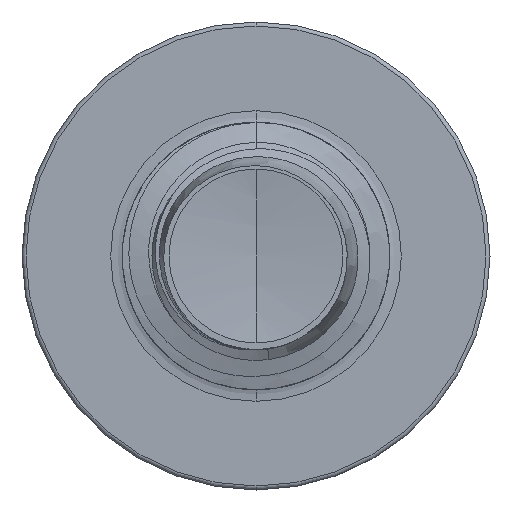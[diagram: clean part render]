
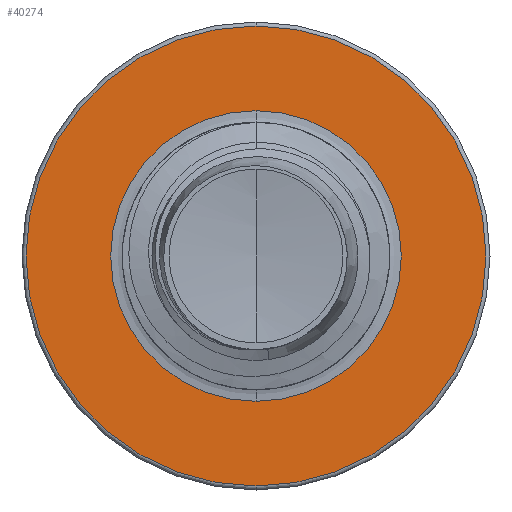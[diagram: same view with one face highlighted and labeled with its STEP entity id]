
A CAD part, front view. The second image highlights one B-rep face of the part: STEP entity #40274.
In plain terms, the highlighted planar face has unit normal (0, -1, 0).
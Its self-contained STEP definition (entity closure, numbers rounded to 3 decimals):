
#591 = EDGE_LOOP ( 'NONE', ( #20957, #9989 ) ) ;
#2249 = DIRECTION ( 'NONE',  ( 0., 0., 1. ) ) ;
#3356 = VERTEX_POINT ( 'NONE', #11976 ) ;
#4250 = DIRECTION ( 'NONE',  ( 0., 1., 0. ) ) ;
#8493 = ORIENTED_EDGE ( 'NONE', *, *, #16878, .F. ) ;
#9989 = ORIENTED_EDGE ( 'NONE', *, *, #10262, .T. ) ;
#10262 = EDGE_CURVE ( 'NONE', #54911, #24132, #43628, .T. ) ;
#10863 = DIRECTION ( 'NONE',  ( 0., 1., 0. ) ) ;
#11553 = CARTESIAN_POINT ( 'NONE',  ( 0., 25., 0. ) ) ;
#11976 = CARTESIAN_POINT ( 'NONE',  ( 0., 25., -3.44 ) ) ;
#15885 = AXIS2_PLACEMENT_3D ( 'NONE', #32244, #4250, #36769 ) ;
#16241 = DIRECTION ( 'NONE',  ( 0., 0., 1. ) ) ;
#16878 = EDGE_CURVE ( 'NONE', #28984, #3356, #33101, .T. ) ;
#20957 = ORIENTED_EDGE ( 'NONE', *, *, #31191, .T. ) ;
#21387 = CARTESIAN_POINT ( 'NONE',  ( 0., 25., 0. ) ) ;
#21570 = EDGE_CURVE ( 'NONE', #3356, #28984, #54538, .T. ) ;
#22571 = AXIS2_PLACEMENT_3D ( 'NONE', #56952, #30373, #2249 ) ;
#24026 = FACE_OUTER_BOUND ( 'NONE', #44987, .T. ) ;
#24132 = VERTEX_POINT ( 'NONE', #32370 ) ;
#25336 = CARTESIAN_POINT ( 'NONE',  ( 0., 25., -2.174 ) ) ;
#26090 = DIRECTION ( 'NONE',  ( 0., 0., 1. ) ) ;
#26611 = CIRCLE ( 'NONE', #31091, 2.174 ) ;
#28984 = VERTEX_POINT ( 'NONE', #35039 ) ;
#29547 = AXIS2_PLACEMENT_3D ( 'NONE', #21387, #52752, #26090 ) ;
#30373 = DIRECTION ( 'NONE',  ( 0., 1., 0. ) ) ;
#31091 = AXIS2_PLACEMENT_3D ( 'NONE', #11553, #43589, #16241 ) ;
#31191 = EDGE_CURVE ( 'NONE', #24132, #54911, #26611, .T. ) ;
#32244 = CARTESIAN_POINT ( 'NONE',  ( 0., 25., 0. ) ) ;
#32370 = CARTESIAN_POINT ( 'NONE',  ( 0., 25., 2.174 ) ) ;
#33101 = CIRCLE ( 'NONE', #29547, 3.44 ) ;
#33263 = FACE_BOUND ( 'NONE', #591, .T. ) ;
#33947 = PLANE ( 'NONE',  #45742 ) ;
#35039 = CARTESIAN_POINT ( 'NONE',  ( 0., 25., 3.44 ) ) ;
#36769 = DIRECTION ( 'NONE',  ( 0., 0., 1. ) ) ;
#40274 = ADVANCED_FACE ( 'NONE', ( #24026, #33263 ), #33947, .F. ) ;
#40614 = ORIENTED_EDGE ( 'NONE', *, *, #21570, .F. ) ;
#42953 = DIRECTION ( 'NONE',  ( 0., 0., 1. ) ) ;
#43589 = DIRECTION ( 'NONE',  ( 0., 1., 0. ) ) ;
#43628 = CIRCLE ( 'NONE', #22571, 2.174 ) ;
#44987 = EDGE_LOOP ( 'NONE', ( #8493, #40614 ) ) ;
#45742 = AXIS2_PLACEMENT_3D ( 'NONE', #56018, #10863, #42953 ) ;
#52752 = DIRECTION ( 'NONE',  ( 0., 1., 0. ) ) ;
#54538 = CIRCLE ( 'NONE', #15885, 3.44 ) ;
#54911 = VERTEX_POINT ( 'NONE', #25336 ) ;
#56018 = CARTESIAN_POINT ( 'NONE',  ( 0., 25., -2.174 ) ) ;
#56952 = CARTESIAN_POINT ( 'NONE',  ( 0., 25., 0. ) ) ;
